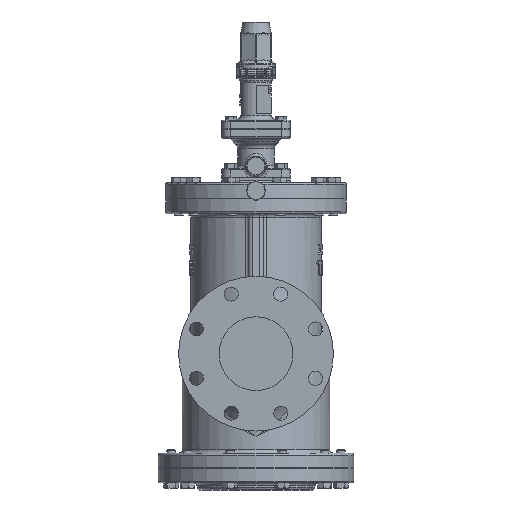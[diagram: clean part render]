
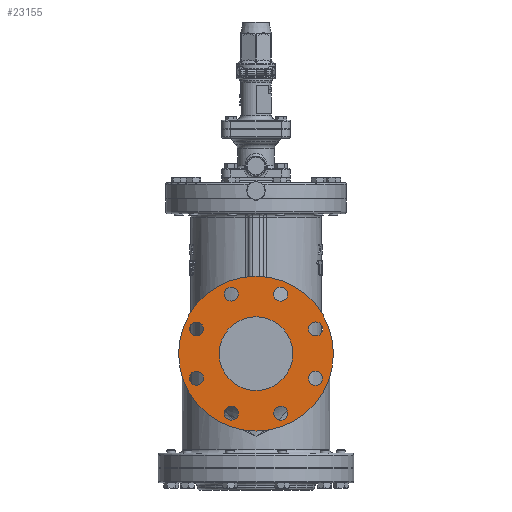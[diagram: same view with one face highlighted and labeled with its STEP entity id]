
A CAD part, left-side view. The second image highlights one B-rep face of the part: STEP entity #23155.
In plain terms, the highlighted planar face has unit normal (-1, 0, 0).
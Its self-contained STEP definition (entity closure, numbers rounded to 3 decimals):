
#742=PLANE('',#24613);
#1593=FACE_BOUND('',#8715,.T.);
#1594=FACE_BOUND('',#8716,.T.);
#1595=FACE_BOUND('',#8717,.T.);
#1596=FACE_BOUND('',#8718,.T.);
#1597=FACE_BOUND('',#8719,.T.);
#1598=FACE_BOUND('',#8720,.T.);
#1599=FACE_BOUND('',#8721,.T.);
#1600=FACE_BOUND('',#8722,.T.);
#1601=FACE_BOUND('',#8723,.T.);
#4185=CIRCLE('',#24545,105.);
#4216=CIRCLE('',#24594,50.);
#4218=CIRCLE('',#24598,9.5);
#4219=CIRCLE('',#24600,9.5);
#4220=CIRCLE('',#24602,9.5);
#4221=CIRCLE('',#24604,9.5);
#4222=CIRCLE('',#24606,9.5);
#4223=CIRCLE('',#24608,9.5);
#4224=CIRCLE('',#24610,9.5);
#4225=CIRCLE('',#24612,9.5);
#7309=FACE_OUTER_BOUND('',#8714,.T.);
#8714=EDGE_LOOP('',(#16362));
#8715=EDGE_LOOP('',(#16363));
#8716=EDGE_LOOP('',(#16364));
#8717=EDGE_LOOP('',(#16365));
#8718=EDGE_LOOP('',(#16366));
#8719=EDGE_LOOP('',(#16367));
#8720=EDGE_LOOP('',(#16368));
#8721=EDGE_LOOP('',(#16369));
#8722=EDGE_LOOP('',(#16370));
#8723=EDGE_LOOP('',(#16371));
#10609=VERTEX_POINT('',#34164);
#10661=VERTEX_POINT('',#34689);
#10663=VERTEX_POINT('',#34696);
#10664=VERTEX_POINT('',#34700);
#10665=VERTEX_POINT('',#34704);
#10666=VERTEX_POINT('',#34708);
#10667=VERTEX_POINT('',#34712);
#10668=VERTEX_POINT('',#34716);
#10669=VERTEX_POINT('',#34720);
#10670=VERTEX_POINT('',#34724);
#12712=EDGE_CURVE('',#10609,#10609,#4185,.T.);
#12786=EDGE_CURVE('',#10661,#10661,#4216,.T.);
#12789=EDGE_CURVE('',#10663,#10663,#4218,.T.);
#12791=EDGE_CURVE('',#10664,#10664,#4219,.T.);
#12793=EDGE_CURVE('',#10665,#10665,#4220,.T.);
#12795=EDGE_CURVE('',#10666,#10666,#4221,.T.);
#12797=EDGE_CURVE('',#10667,#10667,#4222,.T.);
#12799=EDGE_CURVE('',#10668,#10668,#4223,.T.);
#12801=EDGE_CURVE('',#10669,#10669,#4224,.T.);
#12803=EDGE_CURVE('',#10670,#10670,#4225,.T.);
#16362=ORIENTED_EDGE('',*,*,#12712,.T.);
#16363=ORIENTED_EDGE('',*,*,#12786,.T.);
#16364=ORIENTED_EDGE('',*,*,#12789,.T.);
#16365=ORIENTED_EDGE('',*,*,#12791,.T.);
#16366=ORIENTED_EDGE('',*,*,#12793,.T.);
#16367=ORIENTED_EDGE('',*,*,#12795,.T.);
#16368=ORIENTED_EDGE('',*,*,#12797,.T.);
#16369=ORIENTED_EDGE('',*,*,#12799,.T.);
#16370=ORIENTED_EDGE('',*,*,#12801,.T.);
#16371=ORIENTED_EDGE('',*,*,#12803,.T.);
#23155=ADVANCED_FACE('',(#7309,#1593,#1594,#1595,#1596,#1597,#1598,#1599,
#1600,#1601),#742,.F.);
#24545=AXIS2_PLACEMENT_3D('',#34166,#27268,#27269);
#24594=AXIS2_PLACEMENT_3D('',#34690,#27379,#27380);
#24598=AXIS2_PLACEMENT_3D('',#34697,#27388,#27389);
#24600=AXIS2_PLACEMENT_3D('',#34701,#27393,#27394);
#24602=AXIS2_PLACEMENT_3D('',#34705,#27398,#27399);
#24604=AXIS2_PLACEMENT_3D('',#34709,#27403,#27404);
#24606=AXIS2_PLACEMENT_3D('',#34713,#27408,#27409);
#24608=AXIS2_PLACEMENT_3D('',#34717,#27413,#27414);
#24610=AXIS2_PLACEMENT_3D('',#34721,#27418,#27419);
#24612=AXIS2_PLACEMENT_3D('',#34725,#27423,#27424);
#24613=AXIS2_PLACEMENT_3D('',#34727,#27426,#27427);
#27268=DIRECTION('center_axis',(-1.,0.,0.));
#27269=DIRECTION('ref_axis',(0.,0.,1.));
#27379=DIRECTION('center_axis',(1.,0.,0.));
#27380=DIRECTION('ref_axis',(0.,0.,1.));
#27388=DIRECTION('center_axis',(1.,0.,0.));
#27389=DIRECTION('ref_axis',(0.,0.707,0.707));
#27393=DIRECTION('center_axis',(1.,0.,0.));
#27394=DIRECTION('ref_axis',(0.,1.,0.));
#27398=DIRECTION('center_axis',(1.,0.,0.));
#27399=DIRECTION('ref_axis',(0.,0.707,-0.707));
#27403=DIRECTION('center_axis',(1.,0.,0.));
#27404=DIRECTION('ref_axis',(0.,0.,-1.));
#27408=DIRECTION('center_axis',(1.,0.,0.));
#27409=DIRECTION('ref_axis',(0.,-0.707,-0.707));
#27413=DIRECTION('center_axis',(1.,0.,0.));
#27414=DIRECTION('ref_axis',(0.,-1.,0.));
#27418=DIRECTION('center_axis',(1.,0.,0.));
#27419=DIRECTION('ref_axis',(0.,-0.707,0.707));
#27423=DIRECTION('center_axis',(1.,0.,0.));
#27424=DIRECTION('ref_axis',(0.,0.,1.));
#27426=DIRECTION('center_axis',(1.,0.,0.));
#27427=DIRECTION('ref_axis',(0.,0.,-1.));
#34164=CARTESIAN_POINT('',(-217.,0.,-105.));
#34166=CARTESIAN_POINT('Origin',(-217.,0.,0.));
#34689=CARTESIAN_POINT('',(-217.,0.,-50.));
#34690=CARTESIAN_POINT('Origin',(-217.,0.,0.));
#34696=CARTESIAN_POINT('',(-217.,74.122,26.767));
#34697=CARTESIAN_POINT('Origin',(-217.,80.839,33.485));
#34700=CARTESIAN_POINT('',(-217.,71.339,-33.485));
#34701=CARTESIAN_POINT('Origin',(-217.,80.839,-33.485));
#34704=CARTESIAN_POINT('',(-217.,26.767,-74.122));
#34705=CARTESIAN_POINT('Origin',(-217.,33.485,-80.839));
#34708=CARTESIAN_POINT('',(-217.,-33.485,-71.339));
#34709=CARTESIAN_POINT('Origin',(-217.,-33.485,-80.839));
#34712=CARTESIAN_POINT('',(-217.,-74.122,-26.767));
#34713=CARTESIAN_POINT('Origin',(-217.,-80.839,-33.485));
#34716=CARTESIAN_POINT('',(-217.,-71.339,33.485));
#34717=CARTESIAN_POINT('Origin',(-217.,-80.839,33.485));
#34720=CARTESIAN_POINT('',(-217.,-26.767,74.122));
#34721=CARTESIAN_POINT('Origin',(-217.,-33.485,80.839));
#34724=CARTESIAN_POINT('',(-217.,33.485,71.339));
#34725=CARTESIAN_POINT('Origin',(-217.,33.485,80.839));
#34727=CARTESIAN_POINT('Origin',(-217.,0.,105.));
